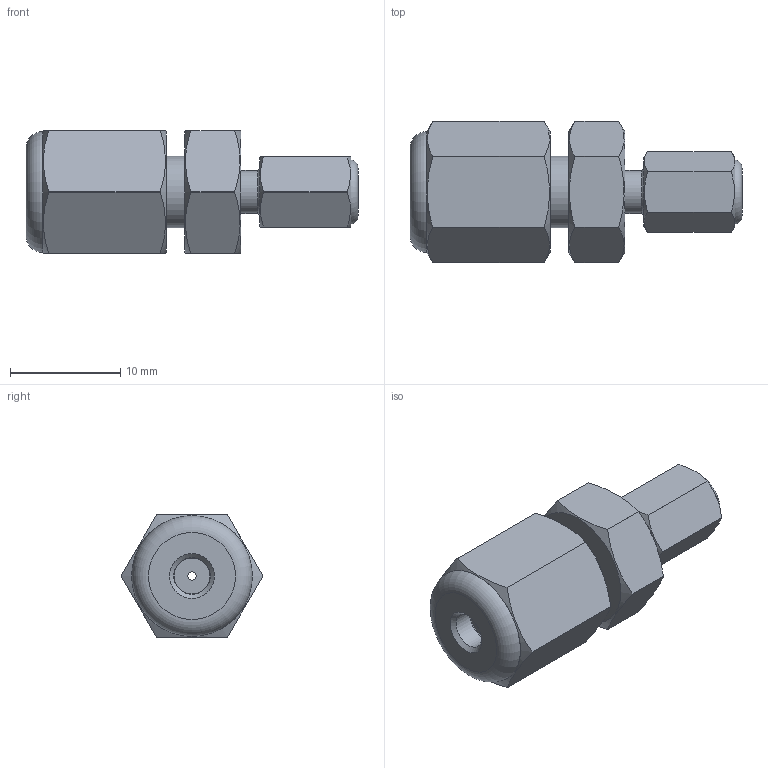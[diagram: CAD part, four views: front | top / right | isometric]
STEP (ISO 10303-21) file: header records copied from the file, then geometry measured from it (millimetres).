
FILE_DESCRIPTION((''),'2;1');
FILE_NAME('305136-ERU21 External reducing union.stp','2013-08-23T10:39:03',('Franzp'),(''),'Autodesk Inventor 2013','Autodesk Inventor 2013','');
FILE_SCHEMA(('AUTOMOTIVE_DESIGN { 1 0 10303 214 1 1 1 1 }'));
Length unit declared in the file: millimetre
Products named in the file (1): 305136_Shrinkwrap_1
Bounding box: 30.09 x 12.83 x 11.11 mm (x, y, z)
Surface area: 1363.3 mm2 (no closed solid volume)
Topology: 0 solids, 10 shells, 47 faces, 169 edges, 115 vertices
Faces by surface type: plane 29, cone 12, cylinder 4, torus 2
Full cylindrical faces by diameter (mm): 1.73 x1, 3.3 x1, 3.9 x1, 6.46 x1
Entity records: 1736 total; most frequent: CARTESIAN_POINT 372, DIRECTION 276, ORIENTED_EDGE 196, EDGE_CURVE 144, AXIS2_PLACEMENT_3D 120, VERTEX_POINT 108, EDGE_LOOP 76, CIRCLE 72
